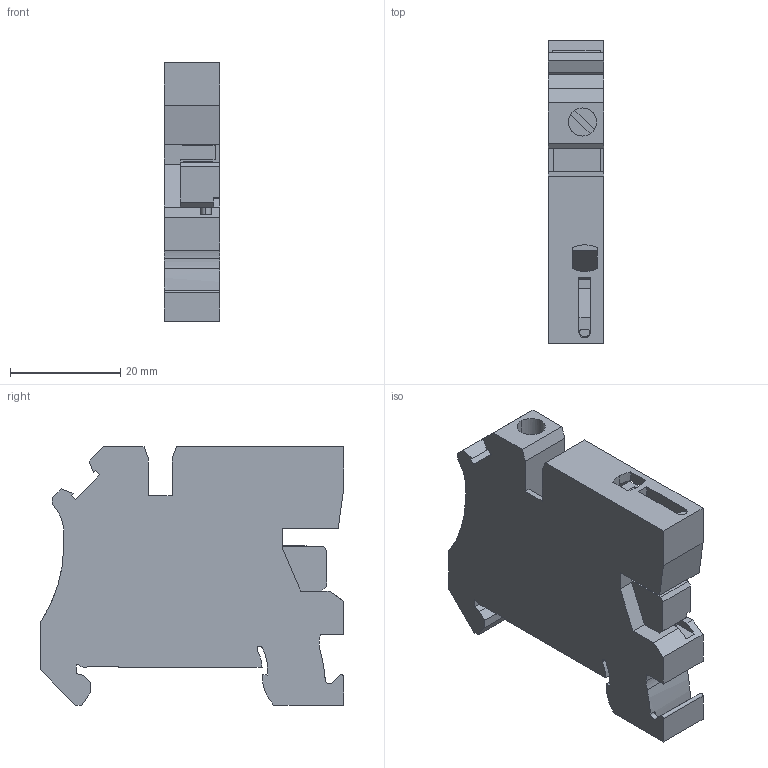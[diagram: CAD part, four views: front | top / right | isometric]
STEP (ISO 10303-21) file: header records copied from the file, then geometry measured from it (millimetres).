
FILE_DESCRIPTION(('STEP AP214'),'1');
FILE_NAME('cctmp_294C4044-A4CC-4E01-B0E4-DD79819AD2B9_2023_07_24_09_29_51_0636..stp','2023-07-24T07:29:52',('SIEMENS A&D'),('CADClick - www.CADClick.com'),'Spatial InterOp 3D postprocessed',' ','unknown authorization');
FILE_SCHEMA(('AUTOMOTIVE_DESIGN'));
Length unit declared in the file: millimetre
Products named in the file (1): 2023_07_24_09_29_51_0619
Bounding box: 10.15 x 55 x 46.85 mm (x, y, z)
Volume: 16944.3 mm3; surface area: 8956 mm2
Topology: 1 solids, 1 shells, 239 faces, 705 edges, 463 vertices
Faces by surface type: plane 198, cylinder 39, extrusion 2
Entity records: 8739 total; most frequent: CARTESIAN_POINT 1511, ORIENTED_EDGE 1410, DIRECTION 1264, EDGE_CURVE 705, VECTOR 618, LINE 616, VERTEX_POINT 463, AXIS2_PLACEMENT_3D 323
